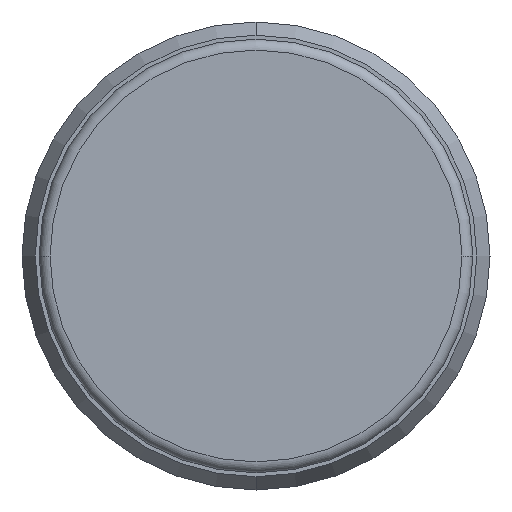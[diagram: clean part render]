
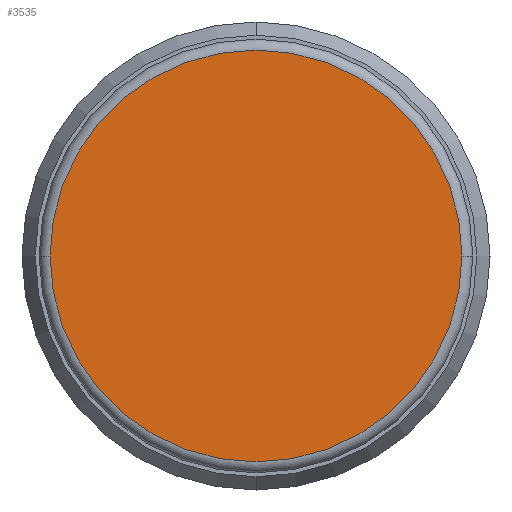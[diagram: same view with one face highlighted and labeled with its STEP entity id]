
A CAD part, left-side view. The second image highlights one B-rep face of the part: STEP entity #3535.
In plain terms, the highlighted face is planar.
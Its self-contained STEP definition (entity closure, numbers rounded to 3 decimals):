
#3082=CARTESIAN_POINT('',(0.,0.,0.));
#3083=DIRECTION('',(0.,-1.,0.));
#3084=DIRECTION('',(-1.,0.,0.));
#3085=AXIS2_PLACEMENT_3D('',#3082,#3083,#3084);
#3087=CARTESIAN_POINT('',(0.,0.,0.));
#3088=DIRECTION('',(0.,-1.,0.));
#3089=DIRECTION('',(1.,0.,0.));
#3090=AXIS2_PLACEMENT_3D('',#3087,#3088,#3089);
#3476=CARTESIAN_POINT('',(-13.2,0.,0.));
#3477=CARTESIAN_POINT('',(13.2,0.,0.));
#3478=VERTEX_POINT('',#3476);
#3479=VERTEX_POINT('',#3477);
#3524=CARTESIAN_POINT('',(0.,0.,0.));
#3525=DIRECTION('',(0.,1.,0.));
#3526=DIRECTION('',(1.,0.,0.));
#3527=AXIS2_PLACEMENT_3D('',#3524,#3525,#3526);
#3528=PLANE('',#3527);
#3530=ORIENTED_EDGE('',*,*,#3529,.F.);
#3532=ORIENTED_EDGE('',*,*,#3531,.F.);
#3533=EDGE_LOOP('',(#3530,#3532));
#3534=FACE_OUTER_BOUND('',#3533,.F.);
#3535=ADVANCED_FACE('',(#3534),#3528,.F.);
#3086=CIRCLE('',#3085,13.2);
#3091=CIRCLE('',#3090,13.2);
#3529=EDGE_CURVE('',#3478,#3479,#3086,.T.);
#3531=EDGE_CURVE('',#3479,#3478,#3091,.T.);
